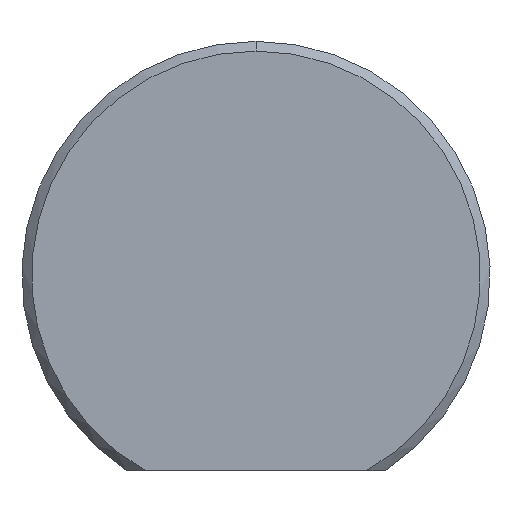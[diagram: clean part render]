
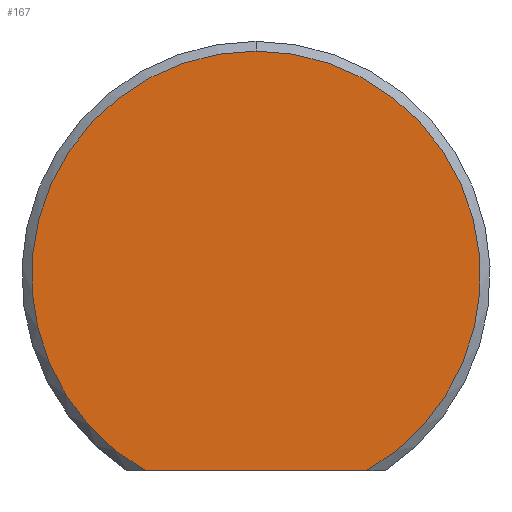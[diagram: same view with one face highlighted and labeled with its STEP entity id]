
A CAD part, front view. The second image highlights one B-rep face of the part: STEP entity #167.
In plain terms, the highlighted planar face has unit normal (0, -1, 0).
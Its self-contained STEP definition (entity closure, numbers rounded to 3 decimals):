
#21 = EDGE_CURVE('',#22,#24,#26,.T.);
#22 = VERTEX_POINT('',#23);
#23 = CARTESIAN_POINT('',(0.,0.,2.875));
#24 = VERTEX_POINT('',#25);
#25 = CARTESIAN_POINT('',(-1.42,0.,-2.5));
#26 = CIRCLE('',#27,2.875);
#27 = AXIS2_PLACEMENT_3D('',#28,#29,#30);
#28 = CARTESIAN_POINT('',(0.,0.,0.));
#29 = DIRECTION('',(0.,-1.,0.));
#30 = DIRECTION('',(0.,0.,1.));
#107 = VERTEX_POINT('',#108);
#108 = CARTESIAN_POINT('',(1.42,0.,-2.5));
#115 = EDGE_CURVE('',#24,#107,#116,.T.);
#116 = LINE('',#117,#118);
#117 = CARTESIAN_POINT('',(0.,0.,-2.5));
#118 = VECTOR('',#119,1.);
#119 = DIRECTION('',(1.,-0.,0.));
#167 = ADVANCED_FACE('',(#168),#179,.F.);
#168 = FACE_BOUND('',#169,.T.);
#169 = EDGE_LOOP('',(#170,#171,#178));
#170 = ORIENTED_EDGE('',*,*,#115,.T.);
#171 = ORIENTED_EDGE('',*,*,#172,.T.);
#172 = EDGE_CURVE('',#107,#22,#173,.T.);
#173 = CIRCLE('',#174,2.875);
#174 = AXIS2_PLACEMENT_3D('',#175,#176,#177);
#175 = CARTESIAN_POINT('',(0.,0.,0.));
#176 = DIRECTION('',(0.,-1.,0.));
#177 = DIRECTION('',(0.,0.,1.));
#178 = ORIENTED_EDGE('',*,*,#21,.T.);
#179 = PLANE('',#180);
#180 = AXIS2_PLACEMENT_3D('',#181,#182,#183);
#181 = CARTESIAN_POINT('',(0.,0.,0.));
#182 = DIRECTION('',(0.,1.,-0.));
#183 = DIRECTION('',(0.,0.,1.));
